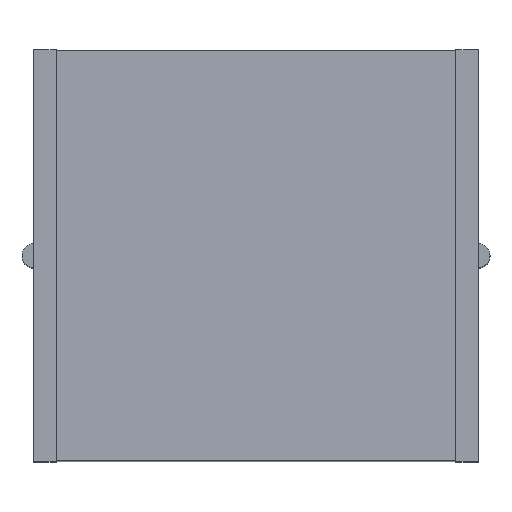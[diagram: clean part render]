
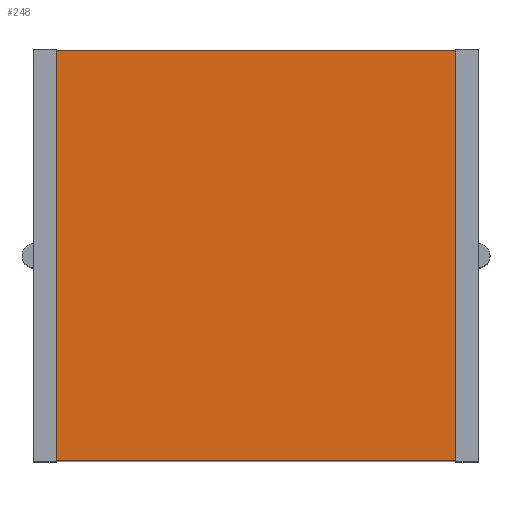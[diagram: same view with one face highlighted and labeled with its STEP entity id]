
A CAD part, top view. The second image highlights one B-rep face of the part: STEP entity #248.
In plain terms, the highlighted planar face has unit normal (0, 0, 1).
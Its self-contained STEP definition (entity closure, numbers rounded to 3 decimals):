
#13=DIRECTION('',(0.,0.,1.));
#27=DIRECTION('',(1.,0.,0.));
#81=VECTOR('',#82,1.);
#82=DIRECTION('',(0.,1.,0.));
#88=VECTOR('',#27,1.);
#167=VERTEX_POINT('',#168);
#168=CARTESIAN_POINT('',(0.75,-6.93,13.98));
#171=EDGE_CURVE('',#167,#172,#174,.T.);
#172=VERTEX_POINT('',#173);
#173=CARTESIAN_POINT('',(0.75,6.93,13.98));
#174=LINE('',#168,#81);
#210=ORIENTED_EDGE('',*,*,#211,.T.);
#211=EDGE_CURVE('',#167,#212,#214,.T.);
#212=VERTEX_POINT('',#213);
#213=CARTESIAN_POINT('',(14.25,-6.93,13.98));
#214=LINE('',#168,#88);
#239=EDGE_CURVE('',#172,#240,#242,.T.);
#240=VERTEX_POINT('',#241);
#241=CARTESIAN_POINT('',(14.25,6.93,13.98));
#242=LINE('',#173,#88);
#248=ADVANCED_FACE('',(#249),#256,.T.);
#249=FACE_BOUND('',#250,.T.);
#250=EDGE_LOOP('',(#251,#210,#252,#255));
#251=ORIENTED_EDGE('',*,*,#171,.F.);
#252=ORIENTED_EDGE('',*,*,#253,.T.);
#253=EDGE_CURVE('',#212,#240,#254,.T.);
#254=LINE('',#213,#81);
#255=ORIENTED_EDGE('',*,*,#239,.F.);
#256=PLANE('',#257);
#257=AXIS2_PLACEMENT_3D('',#168,#13,#27);
